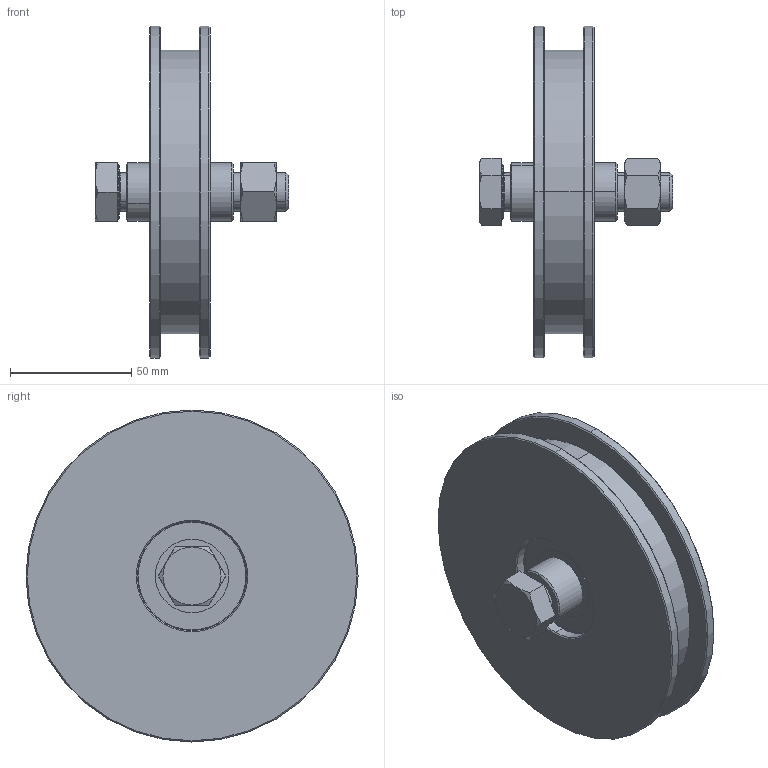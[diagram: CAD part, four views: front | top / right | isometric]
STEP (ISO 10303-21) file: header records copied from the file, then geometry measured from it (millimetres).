
FILE_DESCRIPTION (( 'STEP AP214' ), '1' );
FILE_NAME ('0026862_CF-300-140_(A-01).step', '2019-01-07T09:08:52', ( '' ), ( '' ), 'SwSTEP 2.0', 'SolidWorks 2018', '' );
FILE_SCHEMA (( 'AUTOMOTIVE_DESIGN' ));
Length unit declared in the file: millimetre
Products named in the file (1): 0026862_CF-300-140_(A-01)
Bounding box: 80 x 137 x 137 mm (x, y, z)
Surface area: 68834.4 mm2 (no closed solid volume)
Topology: 0 solids, 9 shells, 144 faces, 310 edges, 190 vertices
Faces by surface type: cone 52, cylinder 42, plane 36, bspline 8, torus 6
Entity records: 6604 total; most frequent: CARTESIAN_POINT 1789, DIRECTION 712, ORIENTED_EDGE 604, EDGE_CURVE 310, AXIS2_PLACEMENT_3D 309, VERTEX_POINT 190, CIRCLE 172, EDGE_LOOP 166
